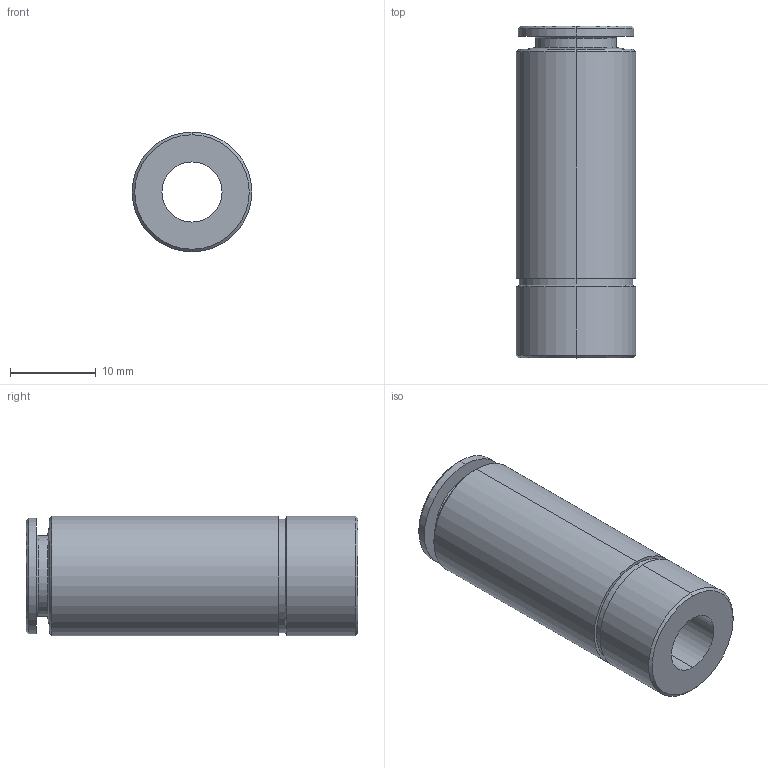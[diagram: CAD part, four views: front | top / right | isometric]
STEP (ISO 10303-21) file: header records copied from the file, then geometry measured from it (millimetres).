
FILE_DESCRIPTION (( 'STEP AP203' ), '1' );
FILE_NAME ('A0154070.STEP', '2009-03-30T15:06:59', ( 'UT1' ), ( 'sopra-pneumatic' ), 'SwSTEP 2.0', 'SolidWorks 2009', '' );
FILE_SCHEMA (( 'CONFIG_CONTROL_DESIGN' ));
Length unit declared in the file: millimetre
Products named in the file (1): A0154070
Bounding box: 13.95 x 38.7 x 13.95 mm (x, y, z)
Volume: 4045.4 mm3; surface area: 2938.7 mm2
Topology: 1 solids, 1 shells, 35 faces, 74 edges, 44 vertices
Faces by surface type: cone 16, cylinder 14, plane 5
Entity records: 1025 total; most frequent: DIRECTION 190, CARTESIAN_POINT 154, ORIENTED_EDGE 148, AXIS2_PLACEMENT_3D 80, EDGE_CURVE 74, VERTEX_POINT 44, CIRCLE 44, EDGE_LOOP 40
